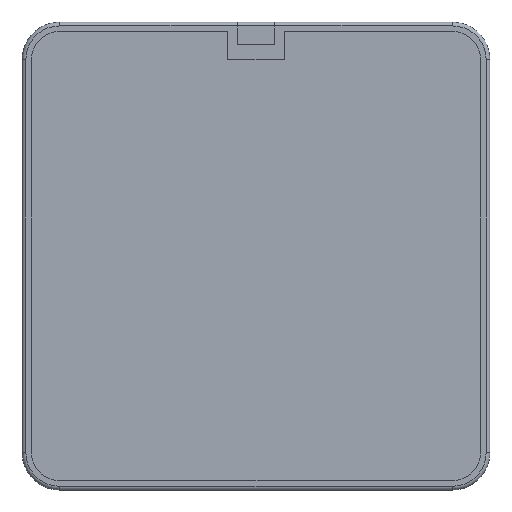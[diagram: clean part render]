
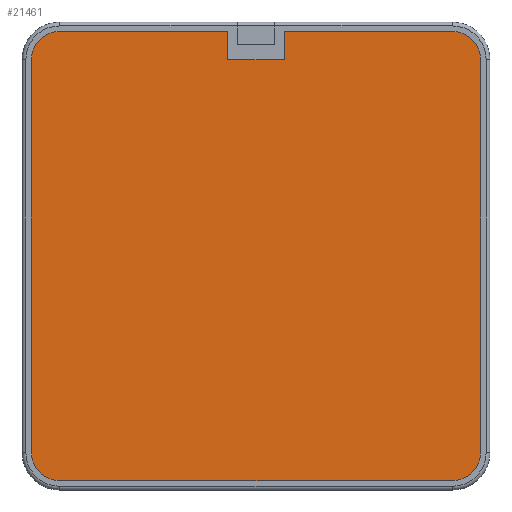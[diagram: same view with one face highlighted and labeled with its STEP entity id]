
A CAD part, front view. The second image highlights one B-rep face of the part: STEP entity #21461.
In plain terms, the highlighted planar face has unit normal (0, -1, 0).
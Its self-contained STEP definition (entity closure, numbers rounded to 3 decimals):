
#17 = DIRECTION ( 'NONE',  ( -1., 0., 0. ) ) ;
#43 = VERTEX_POINT ( 'NONE', #3354 ) ;
#966 = CARTESIAN_POINT ( 'NONE',  ( -12., -0.01, 10.5 ) ) ;
#1064 = LINE ( 'NONE', #3372, #18405 ) ;
#1090 = DIRECTION ( 'NONE',  ( 0., 0., -1. ) ) ;
#1229 = LINE ( 'NONE', #17922, #15466 ) ;
#1282 = LINE ( 'NONE', #19716, #14673 ) ;
#1440 = AXIS2_PLACEMENT_3D ( 'NONE', #19142, #13780, #1090 ) ;
#1938 = CARTESIAN_POINT ( 'NONE',  ( -12., -0.01, -10.5 ) ) ;
#1975 = DIRECTION ( 'NONE',  ( -1., 0., 0. ) ) ;
#2025 = EDGE_CURVE ( 'NONE', #9472, #5396, #6048, .T. ) ;
#2206 = DIRECTION ( 'NONE',  ( 0., 0., -1. ) ) ;
#2227 = AXIS2_PLACEMENT_3D ( 'NONE', #8794, #12435, #19939 ) ;
#2282 = EDGE_LOOP ( 'NONE', ( #20207, #19092, #12475, #22904, #11665, #14622, #16490, #8129, #14107, #2872, #19143, #13817 ) ) ;
#2308 = LINE ( 'NONE', #14664, #16298 ) ;
#2592 = DIRECTION ( 'NONE',  ( 0., 0., 1. ) ) ;
#2632 = VERTEX_POINT ( 'NONE', #18382 ) ;
#2756 = VECTOR ( 'NONE', #2592, 1000. ) ;
#2872 = ORIENTED_EDGE ( 'NONE', *, *, #16602, .T. ) ;
#3354 = CARTESIAN_POINT ( 'NONE',  ( 1.5, -0.01, 10.5 ) ) ;
#3372 = CARTESIAN_POINT ( 'NONE',  ( -1.5, -0.01, 10.5 ) ) ;
#4120 = EDGE_CURVE ( 'NONE', #14026, #21571, #17293, .T. ) ;
#4337 = DIRECTION ( 'NONE',  ( 0., -1., 0. ) ) ;
#4410 = DIRECTION ( 'NONE',  ( 0., 0., -1. ) ) ;
#4418 = CARTESIAN_POINT ( 'NONE',  ( 10.5, -0.01, -12. ) ) ;
#5043 = AXIS2_PLACEMENT_3D ( 'NONE', #15052, #22004, #2206 ) ;
#5319 = EDGE_CURVE ( 'NONE', #22967, #11969, #1282, .T. ) ;
#5373 = CARTESIAN_POINT ( 'NONE',  ( 1.5, -0.01, 10.5 ) ) ;
#5396 = VERTEX_POINT ( 'NONE', #10750 ) ;
#6048 = LINE ( 'NONE', #21503, #19986 ) ;
#6137 = CIRCLE ( 'NONE', #2227, 1.5 ) ;
#6205 = CIRCLE ( 'NONE', #1440, 1.5 ) ;
#6253 = CARTESIAN_POINT ( 'NONE',  ( 10.5, -0.01, -10.5 ) ) ;
#7423 = CIRCLE ( 'NONE', #18024, 1.5 ) ;
#7751 = CARTESIAN_POINT ( 'NONE',  ( -10.5, -0.01, -12. ) ) ;
#7876 = CARTESIAN_POINT ( 'NONE',  ( -12., -0.01, 10.5 ) ) ;
#8129 = ORIENTED_EDGE ( 'NONE', *, *, #14790, .T. ) ;
#8558 = CARTESIAN_POINT ( 'NONE',  ( 10.5, -0.01, 10.5 ) ) ;
#8794 = CARTESIAN_POINT ( 'NONE',  ( -10.5, -0.01, 10.5 ) ) ;
#9161 = EDGE_CURVE ( 'NONE', #43, #2632, #2308, .T. ) ;
#9472 = VERTEX_POINT ( 'NONE', #13641 ) ;
#9591 = VERTEX_POINT ( 'NONE', #19472 ) ;
#9792 = CARTESIAN_POINT ( 'NONE',  ( 12., -0.01, -10.5 ) ) ;
#9822 = CARTESIAN_POINT ( 'NONE',  ( 1.5, -0.01, 12. ) ) ;
#10637 = LINE ( 'NONE', #5373, #12917 ) ;
#10750 = CARTESIAN_POINT ( 'NONE',  ( -10.5, -0.01, 12. ) ) ;
#10890 = FACE_OUTER_BOUND ( 'NONE', #2282, .T. ) ;
#11374 = LINE ( 'NONE', #966, #12232 ) ;
#11665 = ORIENTED_EDGE ( 'NONE', *, *, #14726, .T. ) ;
#11969 = VERTEX_POINT ( 'NONE', #4418 ) ;
#12232 = VECTOR ( 'NONE', #4410, 1000. ) ;
#12435 = DIRECTION ( 'NONE',  ( 0., -1., 0. ) ) ;
#12475 = ORIENTED_EDGE ( 'NONE', *, *, #16085, .T. ) ;
#12518 = DIRECTION ( 'NONE',  ( 1., 0., 0. ) ) ;
#12917 = VECTOR ( 'NONE', #18156, 1000. ) ;
#13641 = CARTESIAN_POINT ( 'NONE',  ( -1.5, -0.01, 12. ) ) ;
#13659 = EDGE_CURVE ( 'NONE', #22177, #18358, #11374, .T. ) ;
#13780 = DIRECTION ( 'NONE',  ( 0., -1., 0. ) ) ;
#13817 = ORIENTED_EDGE ( 'NONE', *, *, #9161, .T. ) ;
#13864 = DIRECTION ( 'NONE',  ( 0., 0., -1. ) ) ;
#14026 = VERTEX_POINT ( 'NONE', #19609 ) ;
#14107 = ORIENTED_EDGE ( 'NONE', *, *, #4120, .T. ) ;
#14437 = EDGE_CURVE ( 'NONE', #2632, #9472, #1064, .T. ) ;
#14622 = ORIENTED_EDGE ( 'NONE', *, *, #5319, .T. ) ;
#14664 = CARTESIAN_POINT ( 'NONE',  ( 1.5, -0.01, 10.5 ) ) ;
#14673 = VECTOR ( 'NONE', #12518, 1000. ) ;
#14683 = AXIS2_PLACEMENT_3D ( 'NONE', #8558, #21057, #13864 ) ;
#14726 = EDGE_CURVE ( 'NONE', #18358, #22967, #6205, .T. ) ;
#14790 = EDGE_CURVE ( 'NONE', #9591, #14026, #15284, .T. ) ;
#15052 = CARTESIAN_POINT ( 'NONE',  ( -10.5, -0.01, 10.5 ) ) ;
#15284 = LINE ( 'NONE', #9792, #2756 ) ;
#15466 = VECTOR ( 'NONE', #17, 1000. ) ;
#16085 = EDGE_CURVE ( 'NONE', #5396, #22177, #6137, .T. ) ;
#16298 = VECTOR ( 'NONE', #1975, 1000. ) ;
#16490 = ORIENTED_EDGE ( 'NONE', *, *, #23438, .T. ) ;
#16602 = EDGE_CURVE ( 'NONE', #21571, #20337, #1229, .T. ) ;
#16603 = EDGE_CURVE ( 'NONE', #20337, #43, #10637, .T. ) ;
#17293 = CIRCLE ( 'NONE', #14683, 1.5 ) ;
#17922 = CARTESIAN_POINT ( 'NONE',  ( 10.5, -0.01, 12. ) ) ;
#18024 = AXIS2_PLACEMENT_3D ( 'NONE', #6253, #4337, #22597 ) ;
#18156 = DIRECTION ( 'NONE',  ( 0., 0., -1. ) ) ;
#18358 = VERTEX_POINT ( 'NONE', #1938 ) ;
#18382 = CARTESIAN_POINT ( 'NONE',  ( -1.5, -0.01, 10.5 ) ) ;
#18405 = VECTOR ( 'NONE', #23411, 1000. ) ;
#19092 = ORIENTED_EDGE ( 'NONE', *, *, #2025, .T. ) ;
#19142 = CARTESIAN_POINT ( 'NONE',  ( -10.5, -0.01, -10.5 ) ) ;
#19143 = ORIENTED_EDGE ( 'NONE', *, *, #16603, .T. ) ;
#19472 = CARTESIAN_POINT ( 'NONE',  ( 12., -0.01, -10.5 ) ) ;
#19609 = CARTESIAN_POINT ( 'NONE',  ( 12., -0.01, 10.5 ) ) ;
#19716 = CARTESIAN_POINT ( 'NONE',  ( -10.5, -0.01, -12. ) ) ;
#19770 = DIRECTION ( 'NONE',  ( -1., 0., 0. ) ) ;
#19939 = DIRECTION ( 'NONE',  ( 0., 0., -1. ) ) ;
#19986 = VECTOR ( 'NONE', #19770, 1000. ) ;
#20207 = ORIENTED_EDGE ( 'NONE', *, *, #14437, .T. ) ;
#20337 = VERTEX_POINT ( 'NONE', #9822 ) ;
#21057 = DIRECTION ( 'NONE',  ( 0., -1., 0. ) ) ;
#21207 = CARTESIAN_POINT ( 'NONE',  ( 10.5, -0.01, 12. ) ) ;
#21461 = ADVANCED_FACE ( 'NONE', ( #10890 ), #21916, .T. ) ;
#21503 = CARTESIAN_POINT ( 'NONE',  ( -1.5, -0.01, 12. ) ) ;
#21571 = VERTEX_POINT ( 'NONE', #21207 ) ;
#21916 = PLANE ( 'NONE',  #5043 ) ;
#22004 = DIRECTION ( 'NONE',  ( 0., -1., 0. ) ) ;
#22177 = VERTEX_POINT ( 'NONE', #7876 ) ;
#22597 = DIRECTION ( 'NONE',  ( 0., 0., -1. ) ) ;
#22904 = ORIENTED_EDGE ( 'NONE', *, *, #13659, .T. ) ;
#22967 = VERTEX_POINT ( 'NONE', #7751 ) ;
#23411 = DIRECTION ( 'NONE',  ( 0., 0., 1. ) ) ;
#23438 = EDGE_CURVE ( 'NONE', #11969, #9591, #7423, .T. ) ;
